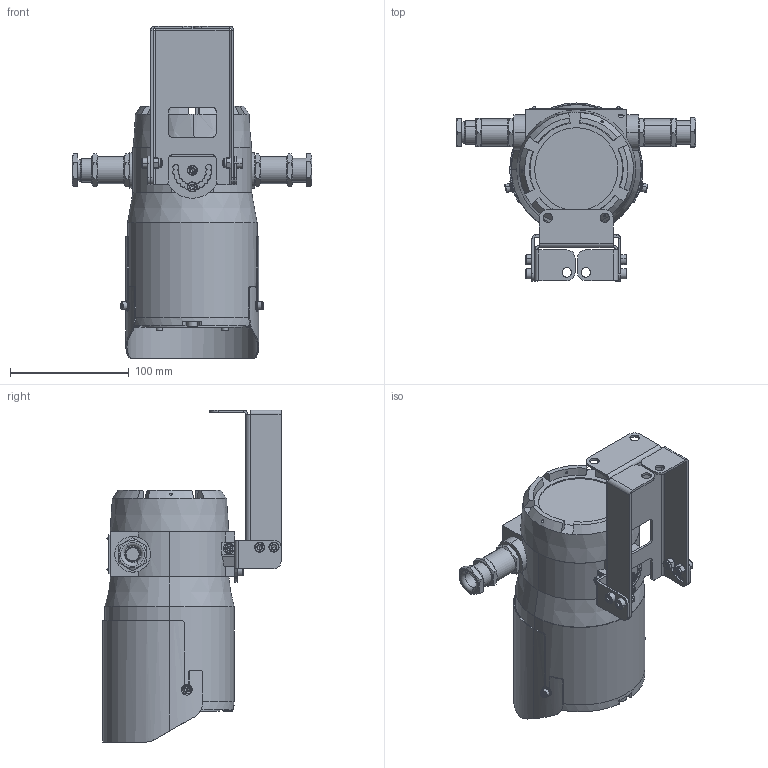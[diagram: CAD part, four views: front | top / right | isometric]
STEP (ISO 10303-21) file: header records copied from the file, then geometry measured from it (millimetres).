
FILE_DESCRIPTION (( 'STEP AP203' ), '1' );
FILE_NAME ('MINI-AL-150.000.STEP', '2024-11-19T11:30:36', ( '' ), ( '' ), 'SwSTEP 2.0', 'SolidWorks 2020', '' );
FILE_SCHEMA (( 'CONFIG_CONTROL_DESIGN' ));
Length unit declared in the file: millimetre
Products named in the file (1): MINI-AL-150.000
Bounding box: 202.04 x 150 x 279.5 mm (x, y, z)
Volume: 614290.5 mm3; surface area: 346012.2 mm2
Topology: 97 solids, 97 shells, 2274 faces, 5300 edges, 3244 vertices
Faces by surface type: plane 932, cylinder 744, cone 484, bspline 82, torus 24, sphere 8
Entity records: 68398 total; most frequent: CARTESIAN_POINT 16748, DIRECTION 10993, ORIENTED_EDGE 10376, EDGE_CURVE 5188, AXIS2_PLACEMENT_3D 4204, VERTEX_POINT 3236, LINE 2585, VECTOR 2585
